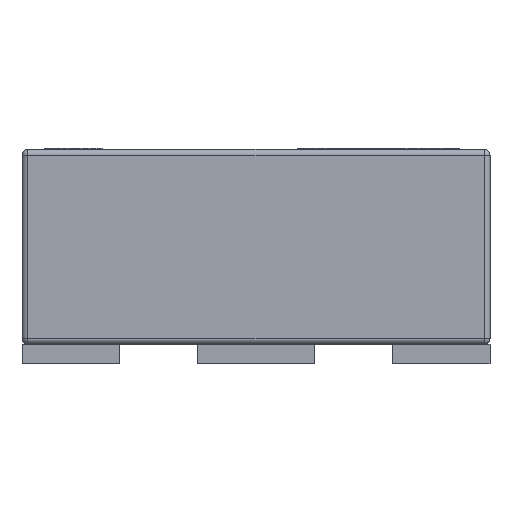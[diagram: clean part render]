
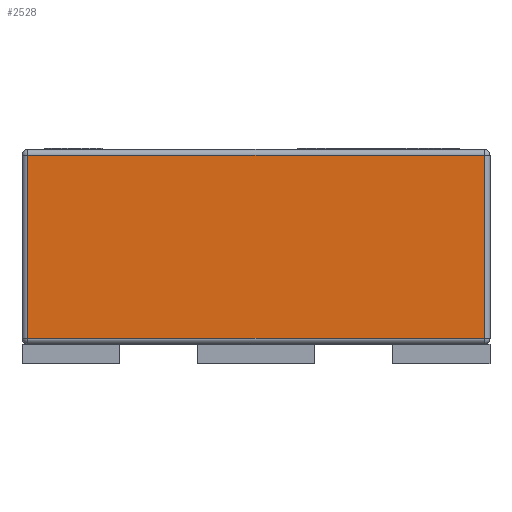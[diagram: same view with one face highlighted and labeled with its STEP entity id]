
A CAD part, front view. The second image highlights one B-rep face of the part: STEP entity #2528.
In plain terms, the highlighted planar face has unit normal (0, -1, 0).
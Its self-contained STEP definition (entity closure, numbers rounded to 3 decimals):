
#301=FACE_OUTER_BOUND('',#462,.T.);
#462=EDGE_LOOP('',(#2230,#2231,#2232,#2233));
#743=LINE('',#4244,#1031);
#745=LINE('',#4247,#1033);
#747=LINE('',#4250,#1035);
#749=LINE('',#4253,#1037);
#1031=VECTOR('',#3525,10.);
#1033=VECTOR('',#3529,10.);
#1035=VECTOR('',#3533,10.);
#1037=VECTOR('',#3537,10.);
#1227=VERTEX_POINT('',#4165);
#1230=VERTEX_POINT('',#4172);
#1236=VERTEX_POINT('',#4189);
#1239=VERTEX_POINT('',#4196);
#1570=EDGE_CURVE('',#1230,#1239,#743,.T.);
#1572=EDGE_CURVE('',#1239,#1236,#745,.T.);
#1574=EDGE_CURVE('',#1236,#1227,#747,.T.);
#1576=EDGE_CURVE('',#1227,#1230,#749,.T.);
#2230=ORIENTED_EDGE('',*,*,#1570,.F.);
#2231=ORIENTED_EDGE('',*,*,#1576,.F.);
#2232=ORIENTED_EDGE('',*,*,#1574,.F.);
#2233=ORIENTED_EDGE('',*,*,#1572,.F.);
#2367=PLANE('',#2849);
#2528=ADVANCED_FACE('',(#301),#2367,.T.);
#2849=AXIS2_PLACEMENT_3D('',#4260,#3549,#3550);
#3525=DIRECTION('',(0.,0.,1.));
#3529=DIRECTION('',(1.,0.,0.));
#3533=DIRECTION('',(0.,0.,-1.));
#3537=DIRECTION('',(-1.,0.,0.));
#3549=DIRECTION('center_axis',(0.,-1.,0.));
#3550=DIRECTION('ref_axis',(0.,0.,-1.));
#4165=CARTESIAN_POINT('',(0.585,-1.75,0.065));
#4172=CARTESIAN_POINT('',(-0.585,-1.75,0.065));
#4189=CARTESIAN_POINT('',(0.585,-1.75,0.535));
#4196=CARTESIAN_POINT('',(-0.585,-1.75,0.535));
#4244=CARTESIAN_POINT('',(-0.585,-1.75,0.175));
#4247=CARTESIAN_POINT('',(-0.3,-1.75,0.535));
#4250=CARTESIAN_POINT('',(0.585,-1.75,0.425));
#4253=CARTESIAN_POINT('',(0.3,-1.75,0.065));
#4260=CARTESIAN_POINT('Origin',(0.,-1.75,0.3));
